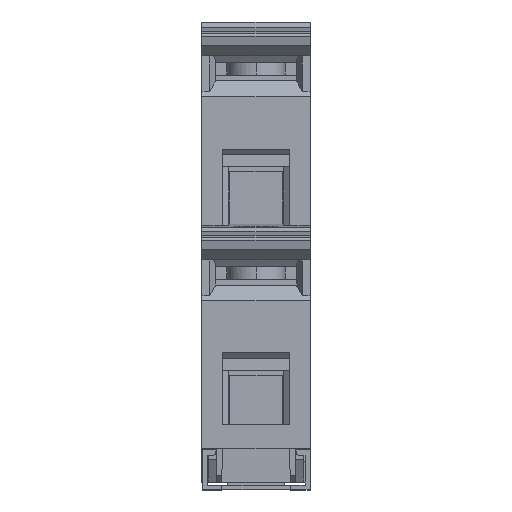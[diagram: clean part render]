
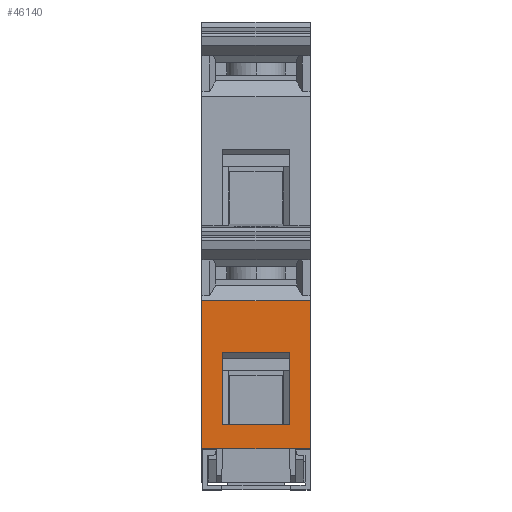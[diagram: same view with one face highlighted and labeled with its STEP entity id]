
A CAD part, front view. The second image highlights one B-rep face of the part: STEP entity #46140.
In plain terms, the highlighted planar face has unit normal (0, -1, 0).
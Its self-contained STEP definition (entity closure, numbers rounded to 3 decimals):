
#7690=CARTESIAN_POINT('',(29.78,-8.665,
17.6));
#7700=VERTEX_POINT('',#7690);
#7730=CARTESIAN_POINT('',(-1.653,-8.665,
17.6));
#7740=DIRECTION('',(1.,0.,0.));
#7750=VECTOR('',#7740,1.);
#7760=LINE('',#7730,#7750);
#7770=CARTESIAN_POINT('',(5.761,-8.665,
17.6));
#7780=VERTEX_POINT('',#7770);
#7790=EDGE_CURVE('',#7780,#7700,#7760,.T.);
#14080=CARTESIAN_POINT('',(5.761,-8.665,
0.));
#14090=VERTEX_POINT('',#14080);
#14670=CARTESIAN_POINT('',(5.761,-8.665,
0.));
#14680=DIRECTION('',(0.,0.,-1.));
#14690=VECTOR('',#14680,1.);
#14700=LINE('',#14670,#14690);
#14710=EDGE_CURVE('',#7780,#14090,#14700,.T.);
#17540=CARTESIAN_POINT('',(-28.624,-8.665,
0.));
#17550=DIRECTION('',(1.,0.,0.));
#17560=VECTOR('',#17550,1.);
#17570=LINE('',#17540,#17560);
#17580=CARTESIAN_POINT('',(29.78,-8.665,
0.));
#17590=VERTEX_POINT('',#17580);
#17600=EDGE_CURVE('',#14090,#17590,#17570,.T.);
#25370=CARTESIAN_POINT('',(29.78,-8.665,
0.));
#25380=DIRECTION('',(0.,0.,1.));
#25390=VECTOR('',#25380,1.);
#25400=LINE('',#25370,#25390);
#25410=EDGE_CURVE('',#17590,#7700,#25400,.T.);
#45690=CARTESIAN_POINT('',(6.176,-8.665,
0.));
#45700=DIRECTION('',(0.,1.,0.));
#45710=DIRECTION('',(-1.,0.,0.));
#45720=AXIS2_PLACEMENT_3D('',#45690,#45700,#45710);
#45730=PLANE('',#45720);
#45740=CARTESIAN_POINT('',(-28.624,-8.665,
3.3));
#45750=DIRECTION('',(1.,0.,0.));
#45760=VECTOR('',#45750,1.);
#45770=LINE('',#45740,#45760);
#45780=CARTESIAN_POINT('',(14.227,-8.665,
3.3));
#45790=VERTEX_POINT('',#45780);
#45800=CARTESIAN_POINT('',(25.92,-8.665,
3.3));
#45810=VERTEX_POINT('',#45800);
#45820=EDGE_CURVE('',#45790,#45810,#45770,.T.);
#45830=ORIENTED_EDGE('',*,*,#45820,.F.);
#45840=CARTESIAN_POINT('',(25.92,-8.665,
-0.388));
#45850=DIRECTION('',(0.,0.,1.));
#45860=VECTOR('',#45850,1.);
#45870=LINE('',#45840,#45860);
#45880=CARTESIAN_POINT('',(25.92,-8.665,
14.3));
#45890=VERTEX_POINT('',#45880);
#45900=EDGE_CURVE('',#45810,#45890,#45870,.T.);
#45910=ORIENTED_EDGE('',*,*,#45900,.F.);
#45920=CARTESIAN_POINT('',(-28.624,-8.665,
14.3));
#45930=DIRECTION('',(1.,0.,0.));
#45940=VECTOR('',#45930,1.);
#45950=LINE('',#45920,#45940);
#45960=CARTESIAN_POINT('',(14.227,-8.665,
14.3));
#45970=VERTEX_POINT('',#45960);
#45980=EDGE_CURVE('',#45970,#45890,#45950,.T.);
#45990=ORIENTED_EDGE('',*,*,#45980,.T.);
#46000=CARTESIAN_POINT('',(14.227,-8.665,
0.001));
#46010=DIRECTION('',(0.,0.,-1.));
#46020=VECTOR('',#46010,1.);
#46030=LINE('',#46000,#46020);
#46040=EDGE_CURVE('',#45970,#45790,#46030,.T.);
#46050=ORIENTED_EDGE('',*,*,#46040,.F.);
#46060=EDGE_LOOP('',(#46050,#45990,#45910,#45830));
#46070=FACE_BOUND('',#46060,.T.);
#46080=ORIENTED_EDGE('',*,*,#7790,.F.);
#46090=ORIENTED_EDGE('',*,*,#25410,.T.);
#46100=ORIENTED_EDGE('',*,*,#17600,.T.);
#46110=ORIENTED_EDGE('',*,*,#14710,.T.);
#46120=EDGE_LOOP('',(#46110,#46100,#46090,#46080));
#46130=FACE_OUTER_BOUND('',#46120,.T.);
#46140=ADVANCED_FACE('',(#46070,#46130),#45730,.F.);
